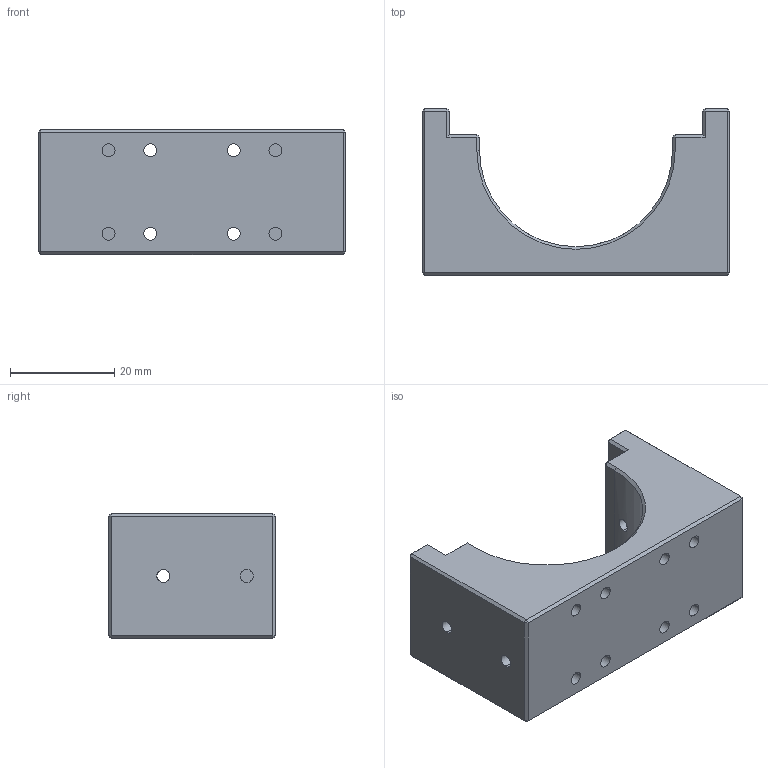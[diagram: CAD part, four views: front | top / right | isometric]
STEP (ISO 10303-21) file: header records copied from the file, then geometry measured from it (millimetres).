
FILE_DESCRIPTION (( 'STEP AP214' ), '1' );
FILE_NAME ('76141b-motor-mount-clamp-bottom.STEP', '2021-07-06T18:28:20', ( '' ), ( '' ), 'SwSTEP 2.0', 'SolidWorks 2021', '' );
FILE_SCHEMA (( 'AUTOMOTIVE_DESIGN' ));
Length unit declared in the file: millimetre
Products named in the file (1): 76141b-motor-mount-clamp-bottom
Bounding box: 59 x 32 x 24 mm (x, y, z)
Volume: 23108.1 mm3; surface area: 8190.3 mm2
Topology: 1 solids, 1 shells, 104 faces, 222 edges, 130 vertices
Faces by surface type: plane 69, cylinder 33, cone 2
Entity records: 3151 total; most frequent: CARTESIAN_POINT 848, DIRECTION 474, ORIENTED_EDGE 444, EDGE_CURVE 222, AXIS2_PLACEMENT_3D 161, VECTOR 152, LINE 152, VERTEX_POINT 130
